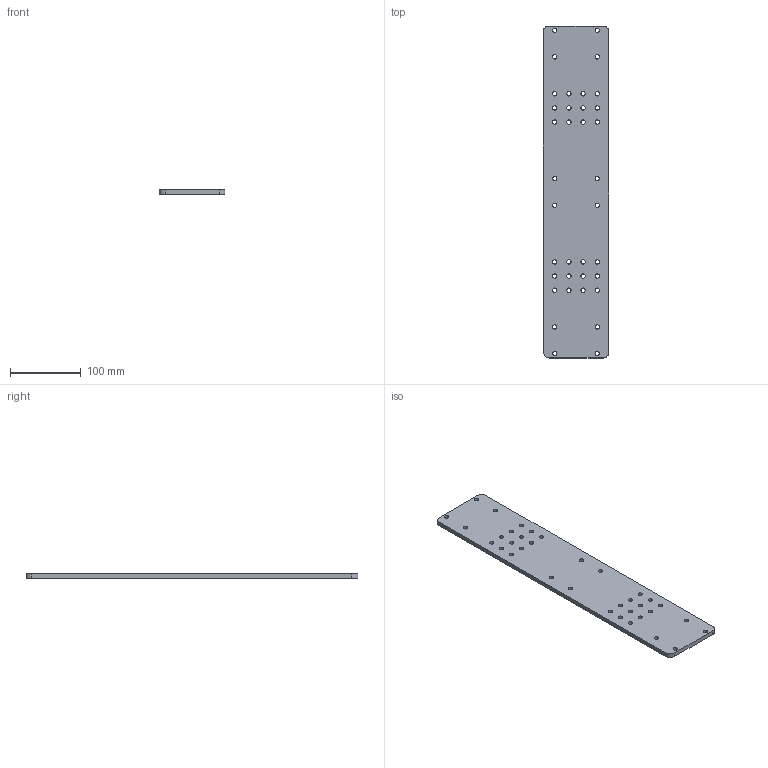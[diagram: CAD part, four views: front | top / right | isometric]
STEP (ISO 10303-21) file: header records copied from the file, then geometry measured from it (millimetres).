
FILE_DESCRIPTION(('HOOPS Exchange Step'),'2;1');
FILE_NAME('temp_export','2024-11-13T10:09:00-05:00',('mikearmstrong'),('Shapr3D Limited'),'HOOPS Exchange 2024.6','Shapr3D','Authorized');
FILE_SCHEMA( ('AP242_MANAGED_MODEL_BASED_3D_ENGINEERING_MIM_LF {1 0 10303 442 1 1 4 }') );
Length unit declared in the file: millimetre
Products named in the file (1): Lower
Bounding box: 93 x 470 x 6.3 mm (x, y, z)
Volume: 268156.5 mm3; surface area: 96551.2 mm2
Topology: 1 solids, 1 shells, 46 faces, 204 edges, 160 vertices
Faces by surface type: cylinder 40, plane 6
Full cylindrical faces by diameter (mm): 6.2 x36
Entity records: 2456 total; most frequent: DIRECTION 452, CARTESIAN_POINT 412, ORIENTED_EDGE 408, EDGE_CURVE 204, AXIS2_PLACEMENT_3D 200, VERTEX_POINT 160, CIRCLE 152, EDGE_LOOP 118
